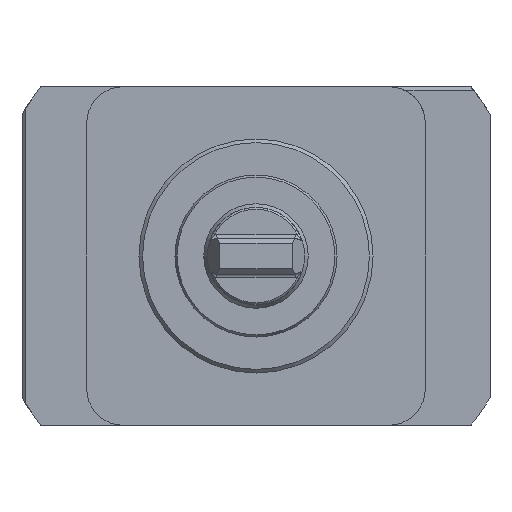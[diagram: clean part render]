
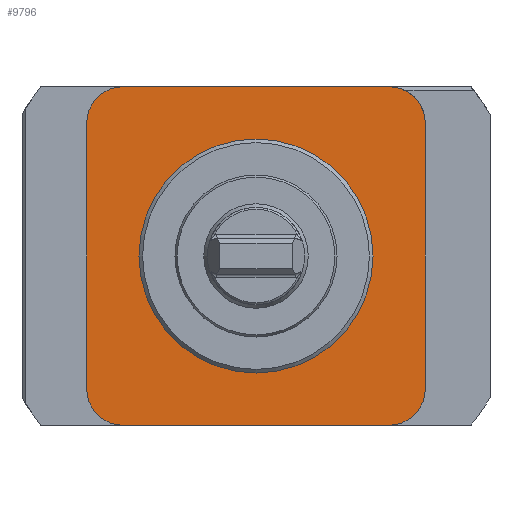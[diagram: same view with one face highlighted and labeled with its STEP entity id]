
A CAD part, front view. The second image highlights one B-rep face of the part: STEP entity #9796.
In plain terms, the highlighted planar face has unit normal (0, -1, 0).
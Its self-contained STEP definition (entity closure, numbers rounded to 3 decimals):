
#82 = DIRECTION ( 'NONE',  ( 0., -1., 0. ) ) ;
#487 = AXIS2_PLACEMENT_3D ( 'NONE', #4870, #15162, #8246 ) ;
#1346 = VERTEX_POINT ( 'NONE', #10411 ) ;
#2199 = AXIS2_PLACEMENT_3D ( 'NONE', #10034, #82, #6982 ) ;
#2455 = CARTESIAN_POINT ( 'NONE',  ( 47., -30.5, -37. ) ) ;
#2603 = ORIENTED_EDGE ( 'NONE', *, *, #17466, .T. ) ;
#3289 = CIRCLE ( 'NONE', #18335, 10. ) ;
#3798 = DIRECTION ( 'NONE',  ( 0., 1., 0. ) ) ;
#3929 = LINE ( 'NONE', #10594, #4559 ) ;
#3978 = VERTEX_POINT ( 'NONE', #7389 ) ;
#4023 = PLANE ( 'NONE',  #11129 ) ;
#4111 = EDGE_CURVE ( 'NONE', #11745, #1346, #7806, .T. ) ;
#4136 = CARTESIAN_POINT ( 'NONE',  ( 125., -30.5, 0. ) ) ;
#4162 = CARTESIAN_POINT ( 'NONE',  ( -37., -30.5, 37. ) ) ;
#4540 = CARTESIAN_POINT ( 'NONE',  ( 47., -30.5, -37. ) ) ;
#4559 = VECTOR ( 'NONE', #17303, 1000. ) ;
#4828 = DIRECTION ( 'NONE',  ( 0., 0., -1. ) ) ;
#4870 = CARTESIAN_POINT ( 'NONE',  ( 0., -30.5, 0. ) ) ;
#4978 = CARTESIAN_POINT ( 'NONE',  ( -47., -30.5, 37. ) ) ;
#4984 = ORIENTED_EDGE ( 'NONE', *, *, #9533, .T. ) ;
#5993 = DIRECTION ( 'NONE',  ( 0., -1., 0. ) ) ;
#6010 = ORIENTED_EDGE ( 'NONE', *, *, #10900, .T. ) ;
#6142 = EDGE_CURVE ( 'NONE', #1346, #10375, #3289, .T. ) ;
#6210 = VERTEX_POINT ( 'NONE', #12578 ) ;
#6233 = CARTESIAN_POINT ( 'NONE',  ( 37., -30.5, 47. ) ) ;
#6962 = CARTESIAN_POINT ( 'NONE',  ( 125., -30.5, -47. ) ) ;
#6982 = DIRECTION ( 'NONE',  ( 0., 0., -1. ) ) ;
#7049 = VECTOR ( 'NONE', #13144, 1000. ) ;
#7352 = ORIENTED_EDGE ( 'NONE', *, *, #21607, .F. ) ;
#7389 = CARTESIAN_POINT ( 'NONE',  ( -47., -30.5, -37. ) ) ;
#7806 = LINE ( 'NONE', #4540, #7049 ) ;
#7998 = VECTOR ( 'NONE', #11883, 1000. ) ;
#8246 = DIRECTION ( 'NONE',  ( 0., 0., 1. ) ) ;
#8318 = AXIS2_PLACEMENT_3D ( 'NONE', #14324, #5993, #18050 ) ;
#8814 = CIRCLE ( 'NONE', #2199, 10. ) ;
#8915 = CARTESIAN_POINT ( 'NONE',  ( 37., -30.5, -47. ) ) ;
#9040 = FACE_BOUND ( 'NONE', #18168, .T. ) ;
#9245 = DIRECTION ( 'NONE',  ( 0., 0., 1. ) ) ;
#9533 = EDGE_CURVE ( 'NONE', #13296, #11745, #14636, .T. ) ;
#9673 = EDGE_CURVE ( 'NONE', #19461, #13296, #11996, .T. ) ;
#9796 = ADVANCED_FACE ( 'Defeature completata1_4', ( #19132, #9040 ), #4023, .F. ) ;
#10024 = VERTEX_POINT ( 'NONE', #4978 ) ;
#10034 = CARTESIAN_POINT ( 'NONE',  ( -37., -30.5, -37. ) ) ;
#10375 = VERTEX_POINT ( 'NONE', #6233 ) ;
#10411 = CARTESIAN_POINT ( 'NONE',  ( 47., -30.5, 37. ) ) ;
#10594 = CARTESIAN_POINT ( 'NONE',  ( 125., -30.5, 47. ) ) ;
#10900 = EDGE_CURVE ( 'NONE', #10375, #6210, #3929, .T. ) ;
#11129 = AXIS2_PLACEMENT_3D ( 'NONE', #4136, #3798, #9245 ) ;
#11701 = DIRECTION ( 'NONE',  ( 0., -1., 0. ) ) ;
#11745 = VERTEX_POINT ( 'NONE', #2455 ) ;
#11837 = EDGE_CURVE ( 'NONE', #10024, #3978, #19826, .T. ) ;
#11883 = DIRECTION ( 'NONE',  ( 1., 0., 0. ) ) ;
#11996 = LINE ( 'NONE', #6962, #7998 ) ;
#12578 = CARTESIAN_POINT ( 'NONE',  ( -37., -30.5, 47. ) ) ;
#12582 = ORIENTED_EDGE ( 'NONE', *, *, #6142, .T. ) ;
#12671 = DIRECTION ( 'NONE',  ( 0., 0., -1. ) ) ;
#13069 = ORIENTED_EDGE ( 'NONE', *, *, #9673, .T. ) ;
#13144 = DIRECTION ( 'NONE',  ( 0., 0., 1. ) ) ;
#13296 = VERTEX_POINT ( 'NONE', #8915 ) ;
#13366 = ORIENTED_EDGE ( 'NONE', *, *, #21176, .T. ) ;
#13879 = DIRECTION ( 'NONE',  ( 0., -1., 0. ) ) ;
#14324 = CARTESIAN_POINT ( 'NONE',  ( 37., -30.5, -37. ) ) ;
#14636 = CIRCLE ( 'NONE', #8318, 10. ) ;
#14688 = CARTESIAN_POINT ( 'NONE',  ( 37., -30.5, 37. ) ) ;
#15162 = DIRECTION ( 'NONE',  ( 0., -1., 0. ) ) ;
#15232 = CIRCLE ( 'NONE', #20834, 10. ) ;
#15610 = CARTESIAN_POINT ( 'NONE',  ( 0., -30.5, 32.354 ) ) ;
#15833 = VERTEX_POINT ( 'NONE', #15610 ) ;
#16078 = ORIENTED_EDGE ( 'NONE', *, *, #4111, .T. ) ;
#16192 = CARTESIAN_POINT ( 'NONE',  ( -37., -30.5, -47. ) ) ;
#16261 = CIRCLE ( 'NONE', #487, 32.354 ) ;
#17303 = DIRECTION ( 'NONE',  ( -1., 0., 0. ) ) ;
#17466 = EDGE_CURVE ( 'NONE', #3978, #19461, #8814, .T. ) ;
#18050 = DIRECTION ( 'NONE',  ( 0., 0., 1. ) ) ;
#18168 = EDGE_LOOP ( 'NONE', ( #7352 ) ) ;
#18335 = AXIS2_PLACEMENT_3D ( 'NONE', #14688, #11701, #19713 ) ;
#18965 = EDGE_LOOP ( 'NONE', ( #13069, #4984, #16078, #12582, #6010, #13366, #19807, #2603 ) ) ;
#19132 = FACE_OUTER_BOUND ( 'NONE', #18965, .T. ) ;
#19461 = VERTEX_POINT ( 'NONE', #16192 ) ;
#19618 = CARTESIAN_POINT ( 'NONE',  ( -47., -30.5, -37. ) ) ;
#19713 = DIRECTION ( 'NONE',  ( 0., 0., -1. ) ) ;
#19807 = ORIENTED_EDGE ( 'NONE', *, *, #11837, .T. ) ;
#19826 = LINE ( 'NONE', #19618, #21162 ) ;
#20834 = AXIS2_PLACEMENT_3D ( 'NONE', #4162, #13879, #12671 ) ;
#21162 = VECTOR ( 'NONE', #4828, 1000. ) ;
#21176 = EDGE_CURVE ( 'NONE', #6210, #10024, #15232, .T. ) ;
#21607 = EDGE_CURVE ( 'NONE', #15833, #15833, #16261, .T. ) ;
